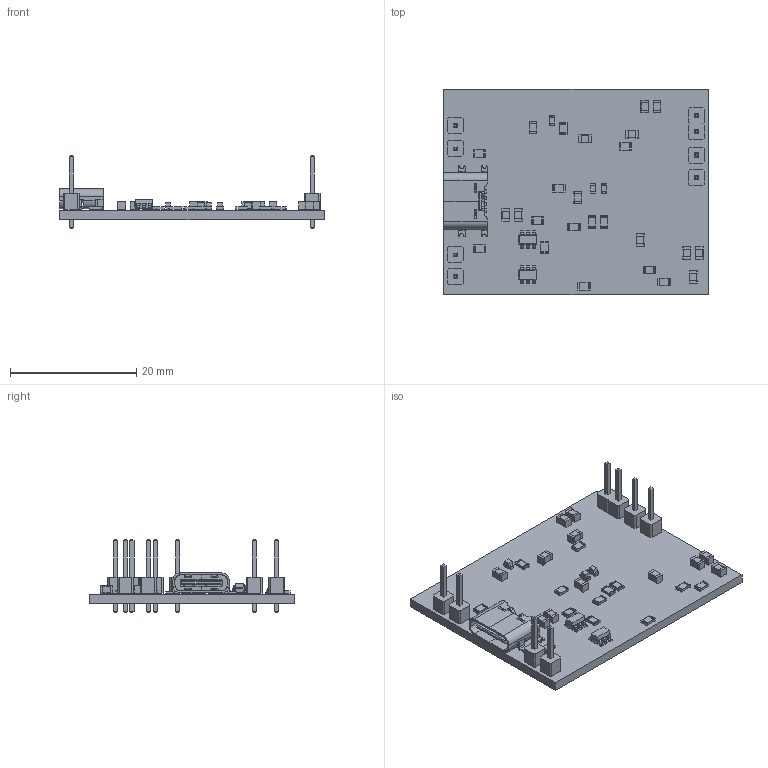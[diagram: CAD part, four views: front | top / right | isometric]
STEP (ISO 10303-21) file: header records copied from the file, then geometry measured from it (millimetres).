
FILE_DESCRIPTION(('KiCad electronic assembly'),'2;1');
FILE_NAME('lipoboard.step','2025-03-08T09:01:43',('Pcbnew'),('Kicad'), 'Open CASCADE STEP processor 7.8','KiCad to STEP converter','Unknown' );
FILE_SCHEMA(('AUTOMOTIVE_DESIGN { 1 0 10303 214 1 1 1 1 }'));
Length unit declared in the file: millimetre
Products named in the file (9): lipoboard 1; R_0805_2012Metric; PinHeader_1x01_P2.54mm_Vertical; C_0805_2012Metric; USB_C_Receptacle_GCT_USB4135-GF-A_6P_TopMnt_Horizontal; SOT-23-6; LED_0603_1608Metric; PinHeader_1x02_P2.54mm_Vertical; lipoboard_PCB
Assembly tree (39 placements, depth 2):
  lipoboard 1
    R_0805_2012Metric  x13
    PinHeader_1x01_P2.54mm_Vertical  x6
    C_0805_2012Metric  x12
    USB_C_Receptacle_GCT_USB4135-GF-A_6P_TopMnt_Horizontal
    SOT-23-6  x2
    LED_0603_1608Metric  x3
    PinHeader_1x02_P2.54mm_Vertical
    lipoboard_PCB
Bounding box: 41.9 x 32.5 x 11.54 mm (x, y, z)
Volume: 2364.8 mm3; surface area: 4256.9 mm2
Topology: 54 solids, 54 shells, 1862 faces, 4713 edges, 2998 vertices
Faces by surface type: plane 1340, cylinder 462, bspline 60
Full cylindrical faces by diameter (mm): 1 x8
Entity records: 32297 total; most frequent: CARTESIAN_POINT 4615, ORIENTED_EDGE 4418, DIRECTION 4339, EDGE_CURVE 2201, LINE 1775, VECTOR 1775, VERTEX_POINT 1374, AXIS2_PLACEMENT_3D 1282
